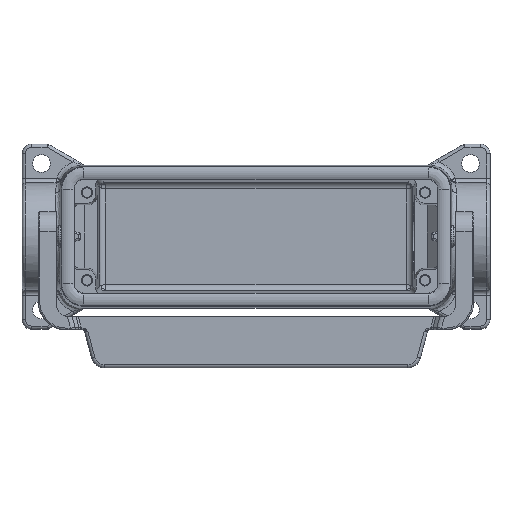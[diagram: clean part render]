
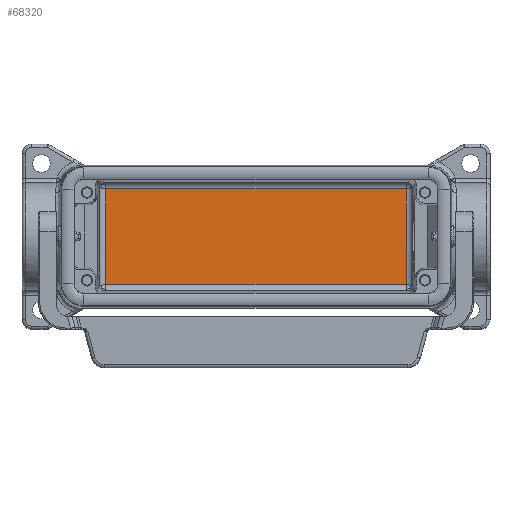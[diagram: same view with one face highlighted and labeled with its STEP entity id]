
A CAD part, top view. The second image highlights one B-rep face of the part: STEP entity #68320.
In plain terms, the highlighted planar face has unit normal (0, 0, 1).
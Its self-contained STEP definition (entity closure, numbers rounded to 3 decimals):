
#67930=CARTESIAN_POINT('',(0.,0.,4.));
#67940=DIRECTION('',(0.,-0.,1.));
#67950=DIRECTION('',(0.,1.,0.));
#67960=AXIS2_PLACEMENT_3D('',#67930,#67940,#67950);
#67970=PLANE('',#67960);
#67980=CARTESIAN_POINT('',(0.,46.202,4.));
#67990=DIRECTION('',(1.,0.,0.));
#68000=VECTOR('',#67990,1.);
#68010=LINE('',#67980,#68000);
#68020=CARTESIAN_POINT('',(-14.702,46.202,4.));
#68030=VERTEX_POINT('',#68020);
#68040=CARTESIAN_POINT('',(14.702,46.202,4.));
#68050=VERTEX_POINT('',#68040);
#68060=EDGE_CURVE('',#68030,#68050,#68010,.T.);
#68070=ORIENTED_EDGE('',*,*,#68060,.F.);
#68080=CARTESIAN_POINT('',(14.702,0.,4.));
#68090=DIRECTION('',(0.,-1.,0.));
#68100=VECTOR('',#68090,1.);
#68110=LINE('',#68080,#68100);
#68120=CARTESIAN_POINT('',(14.702,-46.202,4.));
#68130=VERTEX_POINT('',#68120);
#68140=EDGE_CURVE('',#68050,#68130,#68110,.T.);
#68150=ORIENTED_EDGE('',*,*,#68140,.F.);
#68160=CARTESIAN_POINT('',(0.,-46.202,4.));
#68170=DIRECTION('',(1.,0.,0.));
#68180=VECTOR('',#68170,1.);
#68190=LINE('',#68160,#68180);
#68200=CARTESIAN_POINT('',(-14.702,-46.202,4.));
#68210=VERTEX_POINT('',#68200);
#68220=EDGE_CURVE('',#68210,#68130,#68190,.T.);
#68230=ORIENTED_EDGE('',*,*,#68220,.T.);
#68240=CARTESIAN_POINT('',(-14.702,0.,4.));
#68250=DIRECTION('',(0.,1.,0.));
#68260=VECTOR('',#68250,1.);
#68270=LINE('',#68240,#68260);
#68280=EDGE_CURVE('',#68210,#68030,#68270,.T.);
#68290=ORIENTED_EDGE('',*,*,#68280,.F.);
#68300=EDGE_LOOP('',(#68290,#68230,#68150,#68070));
#68310=FACE_OUTER_BOUND('',#68300,.T.);
#68320=ADVANCED_FACE('',(#68310),#67970,.T.);
